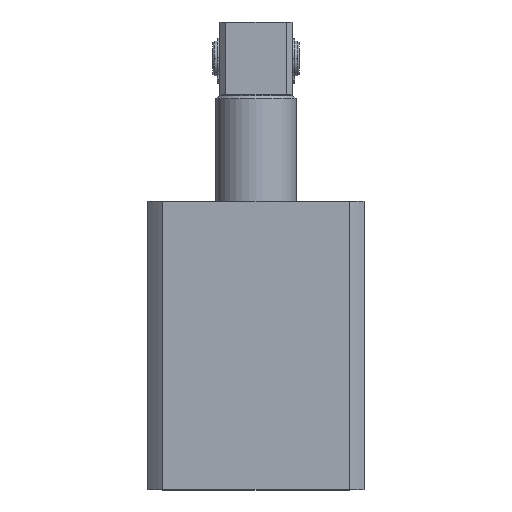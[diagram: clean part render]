
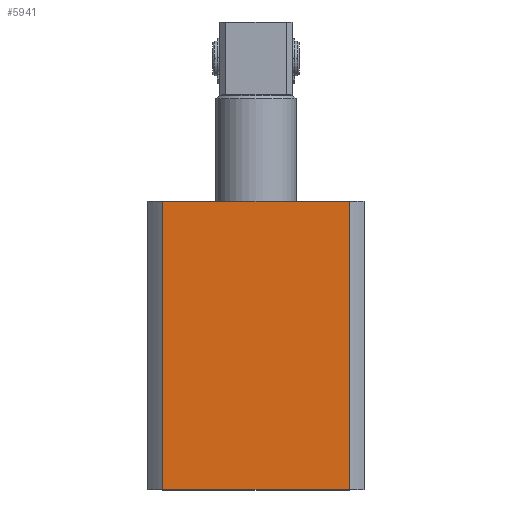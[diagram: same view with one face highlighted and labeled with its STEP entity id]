
A CAD part, top view. The second image highlights one B-rep face of the part: STEP entity #5941.
In plain terms, the highlighted planar face has unit normal (0, 0, 1).
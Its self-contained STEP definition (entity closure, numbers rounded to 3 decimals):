
#348 = CARTESIAN_POINT ( 'NONE',  ( 32.311, 100., 37.5 ) ) ;
#357 = CARTESIAN_POINT ( 'NONE',  ( -32.311, 0., 37.5 ) ) ;
#396 = CARTESIAN_POINT ( 'NONE',  ( 32.311, 0., 37.5 ) ) ;
#476 = CARTESIAN_POINT ( 'NONE',  ( -32.311, 100., 37.5 ) ) ;
#1192 = FACE_OUTER_BOUND ( 'NONE', #4426, .T. ) ;
#1971 = LINE ( 'NONE', #4866, #1973 ) ;
#1972 = LINE ( 'NONE', #4876, #1975 ) ;
#1973 = VECTOR ( 'NONE', #4867, 1000. ) ;
#1974 = LINE ( 'NONE', #4878, #1977 ) ;
#1975 = VECTOR ( 'NONE', #4877, 1000. ) ;
#1977 = VECTOR ( 'NONE', #4880, 1000. ) ;
#2074 = VERTEX_POINT ( 'NONE', #396 ) ;
#2135 = VERTEX_POINT ( 'NONE', #357 ) ;
#2146 = VERTEX_POINT ( 'NONE', #348 ) ;
#2188 = VERTEX_POINT ( 'NONE', #476 ) ;
#2962 = CARTESIAN_POINT ( 'NONE',  ( -37.5, 100., 37.5 ) ) ;
#2967 = PLANE ( 'NONE',  #6373 ) ;
#2970 = DIRECTION ( 'NONE',  ( 0., 0., -1. ) ) ;
#2971 = DIRECTION ( 'NONE',  ( -1., 0., 0. ) ) ;
#3304 = EDGE_CURVE ( 'NONE', #2135, #2074, #6973, .T. ) ;
#4426 = EDGE_LOOP ( 'NONE', ( #6256, #6293, #6306, #6262 ) ) ;
#4678 = CARTESIAN_POINT ( 'NONE',  ( -37.5, 0., 37.5 ) ) ;
#4682 = DIRECTION ( 'NONE',  ( 1., 0., 0. ) ) ;
#4866 = CARTESIAN_POINT ( 'NONE',  ( -37.5, 100., 37.5 ) ) ;
#4867 = DIRECTION ( 'NONE',  ( 1., 0., 0. ) ) ;
#4876 = CARTESIAN_POINT ( 'NONE',  ( 32.311, 0., 37.5 ) ) ;
#4877 = DIRECTION ( 'NONE',  ( 0., -1., 0. ) ) ;
#4878 = CARTESIAN_POINT ( 'NONE',  ( -32.311, 0., 37.5 ) ) ;
#4880 = DIRECTION ( 'NONE',  ( 0., 1., 0. ) ) ;
#5830 = EDGE_CURVE ( 'NONE', #2188, #2146, #1971, .T. ) ;
#5831 = EDGE_CURVE ( 'NONE', #2146, #2074, #1972, .T. ) ;
#5832 = EDGE_CURVE ( 'NONE', #2135, #2188, #1974, .T. ) ;
#5941 = ADVANCED_FACE ( 'NONE', ( #1192 ), #2967, .F. ) ;
#6256 = ORIENTED_EDGE ( 'NONE', *, *, #5832, .F. ) ;
#6262 = ORIENTED_EDGE ( 'NONE', *, *, #5830, .F. ) ;
#6293 = ORIENTED_EDGE ( 'NONE', *, *, #3304, .T. ) ;
#6306 = ORIENTED_EDGE ( 'NONE', *, *, #5831, .F. ) ;
#6373 = AXIS2_PLACEMENT_3D ( 'NONE', #2962, #2970, #2971 ) ;
#6970 = VECTOR ( 'NONE', #4682, 1000. ) ;
#6973 = LINE ( 'NONE', #4678, #6970 ) ;
